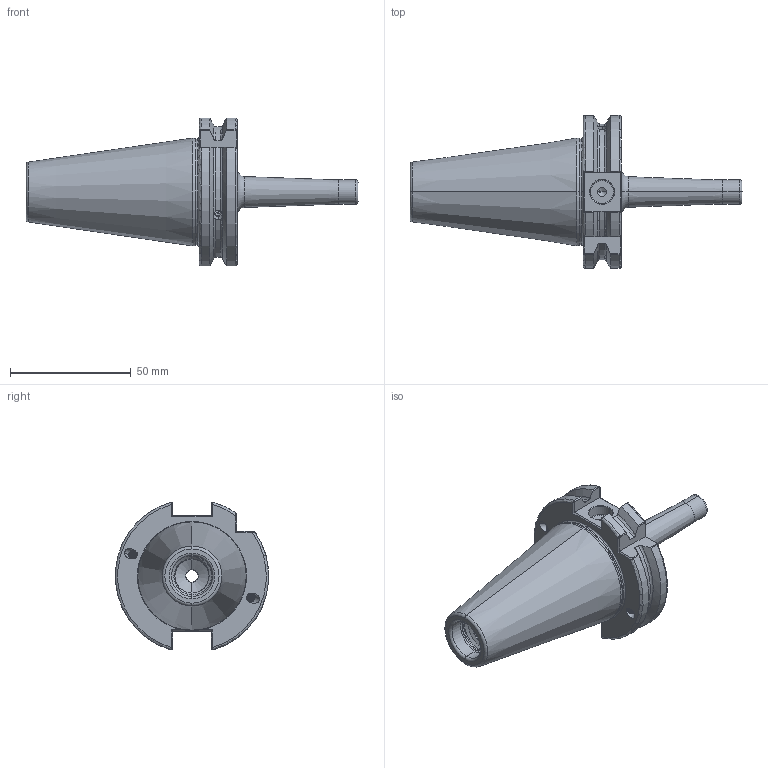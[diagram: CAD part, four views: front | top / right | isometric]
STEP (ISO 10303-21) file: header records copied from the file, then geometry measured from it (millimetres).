
FILE_DESCRIPTION (( 'STEP AP203' ), '1' );
FILE_NAME ('403.06.06.1.STEP', '2016-07-25T03:20:54', ( '' ), ( '' ), 'SwSTEP 2.0', 'SolidWorks 2012', '' );
FILE_SCHEMA (( 'CONFIG_CONTROL_DESIGN' ));
Length unit declared in the file: millimetre
Products named in the file (1): 403.06.06.1
Bounding box: 137.4 x 63.34 x 61.24 mm (x, y, z)
Volume: 101590.1 mm3; surface area: 25190.6 mm2
Topology: 1 solids, 1 shells, 292 faces, 801 edges, 500 vertices
Faces by surface type: cylinder 142, plane 52, torus 38, cone 35, bspline 25
Entity records: 18905 total; most frequent: CARTESIAN_POINT 12387, ORIENTED_EDGE 1574, DIRECTION 1113, EDGE_CURVE 787, VERTEX_POINT 500, AXIS2_PLACEMENT_3D 434, EDGE_LOOP 305, ADVANCED_FACE 292
